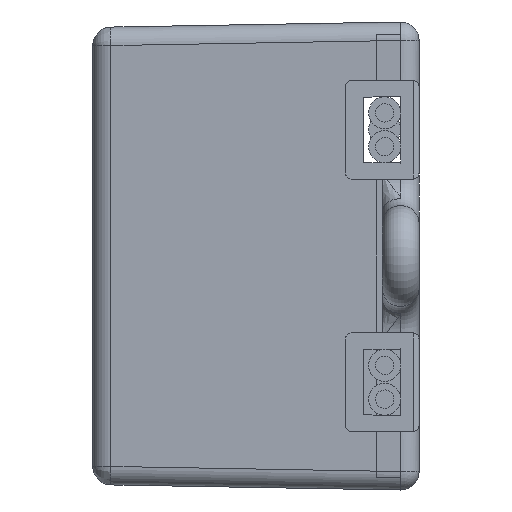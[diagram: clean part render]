
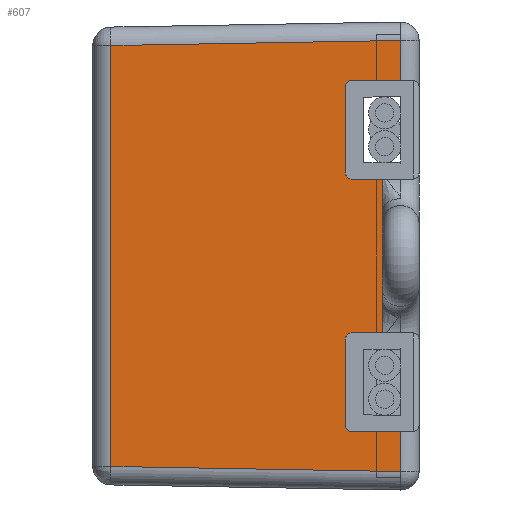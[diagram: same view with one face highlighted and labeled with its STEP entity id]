
A CAD part, left-side view. The second image highlights one B-rep face of the part: STEP entity #607.
In plain terms, the highlighted planar face has unit normal (-1, 0.018, 0).
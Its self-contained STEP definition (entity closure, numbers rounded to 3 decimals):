
#607=ADVANCED_FACE('',(#2177),#2179,.T.);
#2177=FACE_BOUND('',#2178,.T.);
#2178=EDGE_LOOP('',(#4005,#4006,#4007,#4008,#4009,#4010,#4011,#4012,#4013,#4014,
#4015,#4016,#4017,#4018,#4019,#4020,#4021,#4022));
#2179=PLANE('',#2180);
#2180=AXIS2_PLACEMENT_3D('',#2181,#2182,#2183);
#2181=CARTESIAN_POINT('',(-32.5,0.,-19.));
#2182=DIRECTION('',(-1.,0.017,0.));
#2183=DIRECTION('',(0.,0.,1.));
#4005=ORIENTED_EDGE('',*,*,#4575,.T.);
#4006=ORIENTED_EDGE('',*,*,#4474,.F.);
#4007=ORIENTED_EDGE('',*,*,#4681,.F.);
#4008=ORIENTED_EDGE('',*,*,#4682,.F.);
#4009=ORIENTED_EDGE('',*,*,#4683,.F.);
#4010=ORIENTED_EDGE('',*,*,#4468,.F.);
#4011=ORIENTED_EDGE('',*,*,#4684,.T.);
#4012=ORIENTED_EDGE('',*,*,#4685,.F.);
#4013=ORIENTED_EDGE('',*,*,#4686,.T.);
#4014=ORIENTED_EDGE('',*,*,#4460,.F.);
#4015=ORIENTED_EDGE('',*,*,#4687,.F.);
#4016=ORIENTED_EDGE('',*,*,#4688,.F.);
#4017=ORIENTED_EDGE('',*,*,#4689,.F.);
#4018=ORIENTED_EDGE('',*,*,#4495,.F.);
#4019=ORIENTED_EDGE('',*,*,#4572,.T.);
#4020=ORIENTED_EDGE('',*,*,#4690,.T.);
#4021=ORIENTED_EDGE('',*,*,#4691,.F.);
#4022=ORIENTED_EDGE('',*,*,#4692,.F.);
#4460=EDGE_CURVE('',#4839,#4841,#4842,.F.);
#4468=EDGE_CURVE('',#4855,#4857,#4858,.T.);
#4474=EDGE_CURVE('',#4867,#4869,#4870,.T.);
#4495=EDGE_CURVE('',#4905,#4907,#4908,.F.);
#4572=EDGE_CURVE('',#4905,#5040,#5043,.T.);
#4575=EDGE_CURVE('',#5047,#4869,#5048,.T.);
#4681=EDGE_CURVE('',#5222,#4867,#5223,.F.);
#4682=EDGE_CURVE('',#5224,#5222,#5225,.F.);
#4683=EDGE_CURVE('',#4857,#5224,#5226,.T.);
#4684=EDGE_CURVE('',#4855,#4999,#5227,.T.);
#4685=EDGE_CURVE('',#5019,#4999,#5228,.T.);
#4686=EDGE_CURVE('',#5019,#4841,#5229,.T.);
#4687=EDGE_CURVE('',#5230,#4839,#5231,.F.);
#4688=EDGE_CURVE('',#5232,#5230,#5233,.T.);
#4689=EDGE_CURVE('',#4907,#5232,#5234,.T.);
#4690=EDGE_CURVE('',#5040,#5235,#5236,.T.);
#4691=EDGE_CURVE('',#5237,#5235,#5238,.T.);
#4692=EDGE_CURVE('',#5047,#5237,#5239,.T.);
#4839=VERTEX_POINT('',#5473);
#4841=VERTEX_POINT('',#5477);
#4842=LINE('',#5478,#5479);
#4855=VERTEX_POINT('',#5556);
#4857=VERTEX_POINT('',#5579);
#4858=LINE('',#5580,#5581);
#4867=VERTEX_POINT('',#5599);
#4869=VERTEX_POINT('',#5603);
#4870=LINE('',#5604,#5605);
#4905=VERTEX_POINT('',#5684);
#4907=VERTEX_POINT('',#5689);
#4908=LINE('',#5690,#5691);
#4999=VERTEX_POINT('',#6019);
#5019=VERTEX_POINT('',#6071);
#5040=VERTEX_POINT('',#6203);
#5043=LINE('',#6212,#6213);
#5047=VERTEX_POINT('',#6261);
#5048=LINE('',#6262,#6263);
#5222=VERTEX_POINT('',#6836);
#5223=(BOUNDED_CURVE()B_SPLINE_CURVE(3,
(#6837,#6838,#6839,#6840),
.UNSPECIFIED.,.F.,.F.)B_SPLINE_CURVE_WITH_KNOTS((4,4),
(0.,1.),
.UNSPECIFIED.)CURVE()GEOMETRIC_REPRESENTATION_ITEM()RATIONAL_B_SPLINE_CURVE((1.,
0.805,0.805,1.))REPRESENTATION_ITEM(''));
#5224=VERTEX_POINT('',#6841);
#5225=LINE('',#6842,#6843);
#5226=(BOUNDED_CURVE()B_SPLINE_CURVE(3,
(#6845,#6846,#6847,#6848),
.UNSPECIFIED.,.F.,.F.)B_SPLINE_CURVE_WITH_KNOTS((4,4),
(0.,1.),
.UNSPECIFIED.)CURVE()GEOMETRIC_REPRESENTATION_ITEM()RATIONAL_B_SPLINE_CURVE((1.,
0.805,0.805,1.))REPRESENTATION_ITEM(''));
#5227=LINE('',#6849,#6850);
#5228=LINE('',#6852,#6853);
#5229=LINE('',#6855,#6856);
#5230=VERTEX_POINT('',#6858);
#5231=(BOUNDED_CURVE()B_SPLINE_CURVE(3,
(#6859,#6860,#6861,#6862),
.UNSPECIFIED.,.F.,.F.)B_SPLINE_CURVE_WITH_KNOTS((4,4),
(0.,1.),
.UNSPECIFIED.)CURVE()GEOMETRIC_REPRESENTATION_ITEM()RATIONAL_B_SPLINE_CURVE((1.,
0.805,0.805,1.))REPRESENTATION_ITEM(''));
#5232=VERTEX_POINT('',#6863);
#5233=LINE('',#6864,#6865);
#5234=(BOUNDED_CURVE()B_SPLINE_CURVE(3,
(#6867,#6868,#6869,#6870),
.UNSPECIFIED.,.F.,.F.)B_SPLINE_CURVE_WITH_KNOTS((4,4),
(0.,1.),
.UNSPECIFIED.)CURVE()GEOMETRIC_REPRESENTATION_ITEM()RATIONAL_B_SPLINE_CURVE((1.,
0.805,0.805,1.))REPRESENTATION_ITEM(''));
#5235=VERTEX_POINT('',#6871);
#5236=LINE('',#6872,#6873);
#5237=VERTEX_POINT('',#6875);
#5238=LINE('',#6876,#6877);
#5239=LINE('',#6879,#6880);
#5473=CARTESIAN_POINT('',(-32.43,4.,6.25));
#5477=CARTESIAN_POINT('',(-32.474,1.5,6.25));
#5478=CARTESIAN_POINT('',(-32.474,1.5,6.25));
#5479=VECTOR('',#5480,1.);
#5480=DIRECTION('',(0.017,1.,0.));
#5556=CARTESIAN_POINT('',(-32.474,1.5,-6.25));
#5579=CARTESIAN_POINT('',(-32.43,4.,-6.25));
#5580=CARTESIAN_POINT('',(-32.474,1.5,-6.25));
#5581=VECTOR('',#5582,1.);
#5582=DIRECTION('',(0.017,1.,0.));
#5599=CARTESIAN_POINT('',(-32.43,4.,-14.25));
#5603=CARTESIAN_POINT('',(-32.5,0.,-14.25));
#5604=CARTESIAN_POINT('',(-32.43,4.,-14.25));
#5605=VECTOR('',#5606,1.);
#5606=DIRECTION('',(-0.017,-1.,0.));
#5684=CARTESIAN_POINT('',(-32.5,0.,14.25));
#5689=CARTESIAN_POINT('',(-32.43,4.,14.25));
#5690=CARTESIAN_POINT('',(-32.43,4.,14.25));
#5691=VECTOR('',#5692,1.);
#5692=DIRECTION('',(-0.017,-1.,0.));
#6019=CARTESIAN_POINT('',(-32.474,1.5,-3.499));
#6071=CARTESIAN_POINT('',(-32.474,1.5,3.499));
#6203=CARTESIAN_POINT('',(-32.5,0.,17.5));
#6212=CARTESIAN_POINT('',(-32.5,0.,14.25));
#6213=VECTOR('',#6214,1.);
#6214=DIRECTION('',(0.,0.,1.));
#6261=CARTESIAN_POINT('',(-32.5,0.,-17.5));
#6262=CARTESIAN_POINT('',(-32.5,0.,-17.5));
#6263=VECTOR('',#6264,1.);
#6264=DIRECTION('',(0.,0.,1.));
#6836=CARTESIAN_POINT('',(-32.421,4.5,-13.75));
#6837=CARTESIAN_POINT('',(-32.43,4.,-14.25));
#6838=CARTESIAN_POINT('',(-32.425,4.293,-14.25));
#6839=CARTESIAN_POINT('',(-32.421,4.5,-14.043));
#6840=CARTESIAN_POINT('',(-32.421,4.5,-13.75));
#6841=CARTESIAN_POINT('',(-32.421,4.5,-6.75));
#6842=CARTESIAN_POINT('',(-32.421,4.5,-13.75));
#6843=VECTOR('',#6844,1.);
#6844=DIRECTION('',(0.,0.,1.));
#6845=CARTESIAN_POINT('',(-32.43,4.,-6.25));
#6846=CARTESIAN_POINT('',(-32.425,4.293,-6.25));
#6847=CARTESIAN_POINT('',(-32.421,4.5,-6.457));
#6848=CARTESIAN_POINT('',(-32.421,4.5,-6.75));
#6849=CARTESIAN_POINT('',(-32.474,1.5,-6.25));
#6850=VECTOR('',#6851,1.);
#6851=DIRECTION('',(0.,0.,1.));
#6852=CARTESIAN_POINT('',(-32.474,1.5,3.499));
#6853=VECTOR('',#6854,1.);
#6854=DIRECTION('',(0.,0.,-1.));
#6855=CARTESIAN_POINT('',(-32.474,1.5,3.499));
#6856=VECTOR('',#6857,1.);
#6857=DIRECTION('',(0.,0.,1.));
#6858=CARTESIAN_POINT('',(-32.421,4.5,6.75));
#6859=CARTESIAN_POINT('',(-32.43,4.,6.25));
#6860=CARTESIAN_POINT('',(-32.425,4.293,6.25));
#6861=CARTESIAN_POINT('',(-32.421,4.5,6.457));
#6862=CARTESIAN_POINT('',(-32.421,4.5,6.75));
#6863=CARTESIAN_POINT('',(-32.421,4.5,13.75));
#6864=CARTESIAN_POINT('',(-32.421,4.5,13.75));
#6865=VECTOR('',#6866,1.);
#6866=DIRECTION('',(0.,0.,-1.));
#6867=CARTESIAN_POINT('',(-32.43,4.,14.25));
#6868=CARTESIAN_POINT('',(-32.425,4.293,14.25));
#6869=CARTESIAN_POINT('',(-32.421,4.5,14.043));
#6870=CARTESIAN_POINT('',(-32.421,4.5,13.75));
#6871=CARTESIAN_POINT('',(-32.089,23.526,17.09));
#6872=CARTESIAN_POINT('',(-32.5,0.,17.5));
#6873=VECTOR('',#6874,1.);
#6874=DIRECTION('',(0.017,1.,-0.017));
#6875=CARTESIAN_POINT('',(-32.089,23.526,-17.09));
#6876=CARTESIAN_POINT('',(-32.089,23.526,-17.09));
#6877=VECTOR('',#6878,1.);
#6878=DIRECTION('',(0.,0.,1.));
#6879=CARTESIAN_POINT('',(-32.5,0.,-17.5));
#6880=VECTOR('',#6881,1.);
#6881=DIRECTION('',(0.017,1.,0.017));
